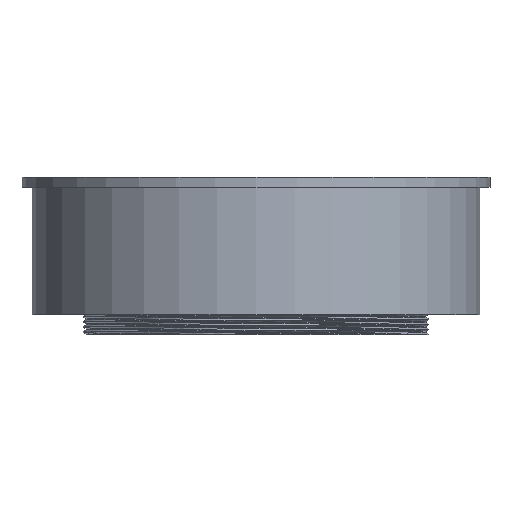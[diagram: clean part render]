
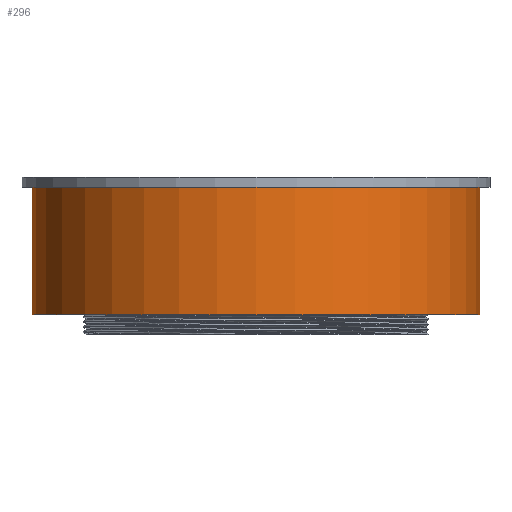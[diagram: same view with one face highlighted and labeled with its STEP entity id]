
A CAD part, front view. The second image highlights one B-rep face of the part: STEP entity #296.
In plain terms, the highlighted cylindrical face has radius 44 mm (diameter 88 mm), a full revolution.
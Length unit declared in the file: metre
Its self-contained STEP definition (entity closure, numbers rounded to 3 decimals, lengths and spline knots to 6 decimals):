
#34=CYLINDRICAL_SURFACE('',#339,0.044);
#48=CIRCLE('',#340,0.044);
#49=CIRCLE('',#341,0.044);
#78=ORIENTED_EDGE('',*,*,#161,.T.);
#79=ORIENTED_EDGE('',*,*,#162,.T.);
#161=EDGE_CURVE('',#202,#202,#48,.T.);
#162=EDGE_CURVE('',#203,#203,#49,.F.);
#202=VERTEX_POINT('',#709);
#203=VERTEX_POINT('',#711);
#234=EDGE_LOOP('',(#78));
#235=EDGE_LOOP('',(#79));
#264=FACE_BOUND('',#234,.T.);
#265=FACE_BOUND('',#235,.T.);
#296=ADVANCED_FACE('',(#264,#265),#34,.T.);
#339=AXIS2_PLACEMENT_3D('',#707,#379,#380);
#340=AXIS2_PLACEMENT_3D('',#708,#381,#382);
#341=AXIS2_PLACEMENT_3D('',#710,#383,#384);
#379=DIRECTION('',(0.,0.,1.));
#380=DIRECTION('',(1.,0.,0.));
#381=DIRECTION('',(0.,0.,1.));
#382=DIRECTION('',(1.,0.,0.));
#383=DIRECTION('',(0.,0.,1.));
#384=DIRECTION('',(1.,0.,0.));
#707=CARTESIAN_POINT('',(0.,0.,-0.027));
#708=CARTESIAN_POINT('',(0.,0.,-0.027));
#709=CARTESIAN_POINT('',(0.044,0.,-0.027));
#710=CARTESIAN_POINT('',(0.,0.,-0.002));
#711=CARTESIAN_POINT('',(0.044,0.,-0.002));
